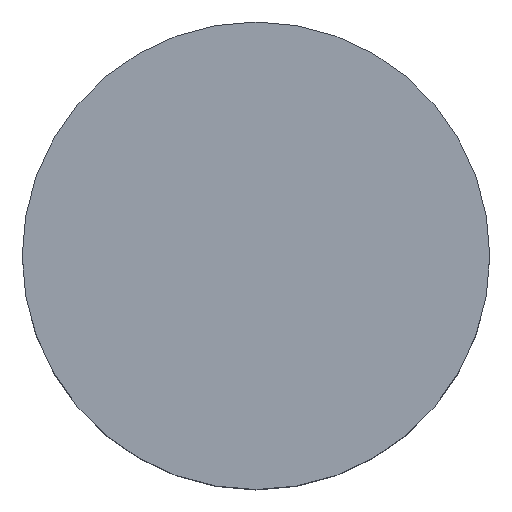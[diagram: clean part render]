
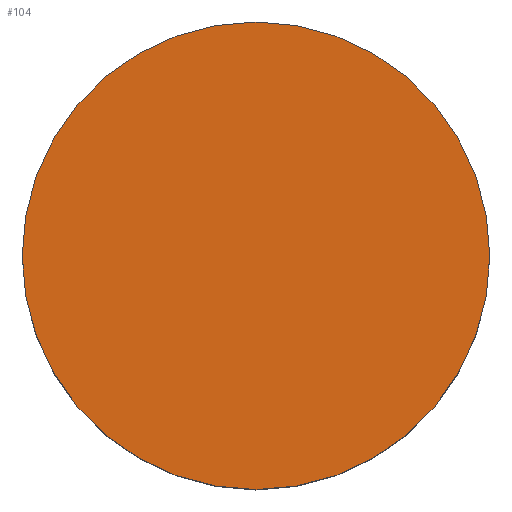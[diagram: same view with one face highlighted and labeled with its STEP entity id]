
A CAD part, top view. The second image highlights one B-rep face of the part: STEP entity #104.
In plain terms, the highlighted planar face has unit normal (0, 0, 1).
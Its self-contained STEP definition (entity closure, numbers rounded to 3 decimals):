
#8 = FACE_OUTER_BOUND ( 'NONE', #60, .T. ) ;
#31 = AXIS2_PLACEMENT_3D ( 'NONE', #89, #138, #308 ) ;
#48 = EDGE_CURVE ( 'NONE', #135, #277, #181, .T. ) ;
#60 = EDGE_LOOP ( 'NONE', ( #199, #114 ) ) ;
#78 = DIRECTION ( 'NONE',  ( 1., 0., 0. ) ) ;
#89 = CARTESIAN_POINT ( 'NONE',  ( 0., 0., 0. ) ) ;
#90 = DIRECTION ( 'NONE',  ( 0., 0., 1. ) ) ;
#104 = ADVANCED_FACE ( 'NONE', ( #8 ), #226, .T. ) ;
#114 = ORIENTED_EDGE ( 'NONE', *, *, #245, .T. ) ;
#135 = VERTEX_POINT ( 'NONE', #253 ) ;
#138 = DIRECTION ( 'NONE',  ( 0., 0., 1. ) ) ;
#143 = DIRECTION ( 'NONE',  ( 1., 0., 0. ) ) ;
#181 = CIRCLE ( 'NONE', #31, 3. ) ;
#183 = CARTESIAN_POINT ( 'NONE',  ( 0., 0., 0. ) ) ;
#199 = ORIENTED_EDGE ( 'NONE', *, *, #48, .T. ) ;
#214 = CIRCLE ( 'NONE', #307, 3. ) ;
#226 = PLANE ( 'NONE',  #279 ) ;
#231 = CARTESIAN_POINT ( 'NONE',  ( -3., 0., 0. ) ) ;
#245 = EDGE_CURVE ( 'NONE', #277, #135, #214, .T. ) ;
#253 = CARTESIAN_POINT ( 'NONE',  ( 3., 0., 0. ) ) ;
#277 = VERTEX_POINT ( 'NONE', #231 ) ;
#279 = AXIS2_PLACEMENT_3D ( 'NONE', #335, #90, #143 ) ;
#307 = AXIS2_PLACEMENT_3D ( 'NONE', #183, #323, #78 ) ;
#308 = DIRECTION ( 'NONE',  ( 1., 0., 0. ) ) ;
#323 = DIRECTION ( 'NONE',  ( 0., 0., 1. ) ) ;
#335 = CARTESIAN_POINT ( 'NONE',  ( 0., 0., 0. ) ) ;
